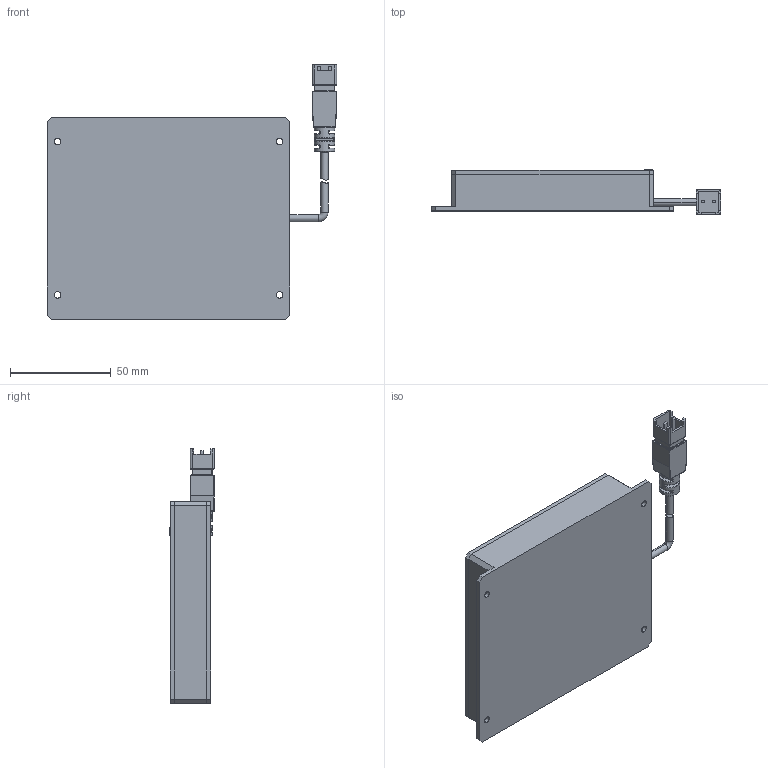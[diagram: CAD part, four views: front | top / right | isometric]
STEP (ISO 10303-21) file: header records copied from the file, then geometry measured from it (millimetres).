
FILE_DESCRIPTION (( 'STEP AP203' ), '1' );
FILE_NAME ('STBL100-120.STEP', '2023-11-13T03:04:16', ( 'Windows 蚚誧' ), ( 'Organization' ), 'SwSTEP 2.0', 'SolidWorks 2018', '' );
FILE_SCHEMA (( 'CONFIG_CONTROL_DESIGN' ));
Length unit declared in the file: millimetre
Products named in the file (5): countersunk flat head cross recess screw_iso_ISO 7046-1 - M2 x 8 - Z - 8N; 盄; 菁釱; STBL100-120; 埱嫖啣
Assembly tree (4 placements, depth 2):
  STBL100-120
    菁釱
    埱嫖啣
    盄
    countersunk flat head cross recess screw_iso_ISO 7046-1 - M2 x 8 - Z - 8N
Bounding box: 143.24 x 22.03 x 126 mm (x, y, z)
Volume: 102785.1 mm3; surface area: 60647 mm2
Topology: 5 solids, 5 shells, 348 faces, 824 edges, 484 vertices
Faces by surface type: plane 129, cylinder 116, bspline 44, torus 28, cone 27, sphere 4
Entity records: 11307 total; most frequent: CARTESIAN_POINT 3050, DIRECTION 1625, ORIENTED_EDGE 1612, EDGE_CURVE 806, AXIS2_PLACEMENT_3D 611, VERTEX_POINT 484, VECTOR 403, LINE 403
